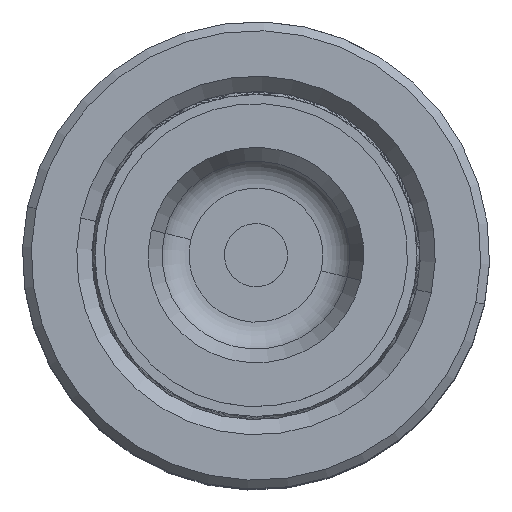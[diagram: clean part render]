
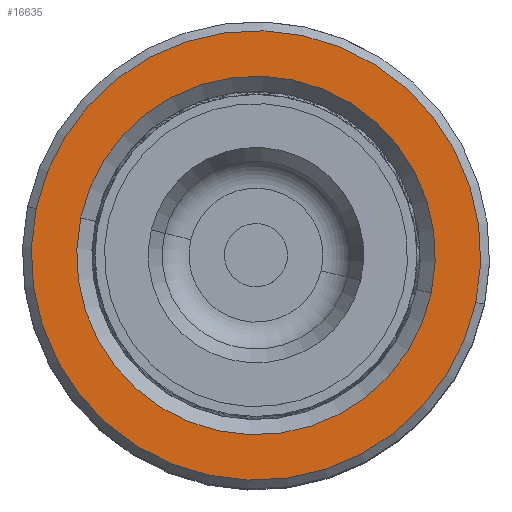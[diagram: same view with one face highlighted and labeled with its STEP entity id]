
A CAD part, top view. The second image highlights one B-rep face of the part: STEP entity #16635.
In plain terms, the highlighted planar face has unit normal (0, 0, 1).
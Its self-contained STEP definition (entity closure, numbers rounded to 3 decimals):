
#376 = ORIENTED_EDGE ( 'NONE', *, *, #33232, .T. ) ;
#664 = CIRCLE ( 'NONE', #16759, 14.2 ) ;
#738 = ORIENTED_EDGE ( 'NONE', *, *, #5683, .T. ) ;
#879 = DIRECTION ( 'NONE',  ( 0., 0., 1. ) ) ;
#902 = DIRECTION ( 'NONE',  ( 1., 0., 0. ) ) ;
#2156 = CARTESIAN_POINT ( 'NONE',  ( 0., 0., 50. ) ) ;
#3784 = EDGE_LOOP ( 'NONE', ( #18426, #738 ) ) ;
#4221 = AXIS2_PLACEMENT_3D ( 'NONE', #25289, #19659, #902 ) ;
#5683 = EDGE_CURVE ( 'NONE', #14611, #18541, #33284, .T. ) ;
#6136 = DIRECTION ( 'NONE',  ( 1., 0., 0. ) ) ;
#7699 = DIRECTION ( 'NONE',  ( 1., 0., 0. ) ) ;
#9084 = AXIS2_PLACEMENT_3D ( 'NONE', #2156, #34792, #27160 ) ;
#10574 = CIRCLE ( 'NONE', #9084, 17.8 ) ;
#10670 = CARTESIAN_POINT ( 'NONE',  ( -17.8, 0., 50. ) ) ;
#11404 = DIRECTION ( 'NONE',  ( 0., 0., -1. ) ) ;
#12661 = CIRCLE ( 'NONE', #26629, 14.2 ) ;
#13098 = CARTESIAN_POINT ( 'NONE',  ( 14.2, 0., 50. ) ) ;
#13998 = DIRECTION ( 'NONE',  ( 1., 0., 0. ) ) ;
#14121 = PLANE ( 'NONE',  #4221 ) ;
#14253 = VERTEX_POINT ( 'NONE', #13098 ) ;
#14611 = VERTEX_POINT ( 'NONE', #28778 ) ;
#15370 = FACE_BOUND ( 'NONE', #27101, .T. ) ;
#16635 = ADVANCED_FACE ( 'NONE', ( #22613, #15370 ), #14121, .T. ) ;
#16759 = AXIS2_PLACEMENT_3D ( 'NONE', #18366, #23730, #7699 ) ;
#17931 = VERTEX_POINT ( 'NONE', #29754 ) ;
#18366 = CARTESIAN_POINT ( 'NONE',  ( 0., 0., 50. ) ) ;
#18426 = ORIENTED_EDGE ( 'NONE', *, *, #32546, .T. ) ;
#18541 = VERTEX_POINT ( 'NONE', #10670 ) ;
#19659 = DIRECTION ( 'NONE',  ( 0., 0., 1. ) ) ;
#22613 = FACE_OUTER_BOUND ( 'NONE', #3784, .T. ) ;
#23730 = DIRECTION ( 'NONE',  ( 0., 0., -1. ) ) ;
#24941 = CARTESIAN_POINT ( 'NONE',  ( 0., 0., 50. ) ) ;
#25289 = CARTESIAN_POINT ( 'NONE',  ( 0., 0., 50. ) ) ;
#26629 = AXIS2_PLACEMENT_3D ( 'NONE', #24941, #11404, #13998 ) ;
#27101 = EDGE_LOOP ( 'NONE', ( #376, #29507 ) ) ;
#27160 = DIRECTION ( 'NONE',  ( 1., 0., 0. ) ) ;
#27914 = CARTESIAN_POINT ( 'NONE',  ( 0., 0., 50. ) ) ;
#28659 = EDGE_CURVE ( 'NONE', #17931, #14253, #664, .T. ) ;
#28776 = AXIS2_PLACEMENT_3D ( 'NONE', #27914, #879, #6136 ) ;
#28778 = CARTESIAN_POINT ( 'NONE',  ( 17.8, 0., 50. ) ) ;
#29507 = ORIENTED_EDGE ( 'NONE', *, *, #28659, .T. ) ;
#29754 = CARTESIAN_POINT ( 'NONE',  ( -14.2, 0., 50. ) ) ;
#32546 = EDGE_CURVE ( 'NONE', #18541, #14611, #10574, .T. ) ;
#33232 = EDGE_CURVE ( 'NONE', #14253, #17931, #12661, .T. ) ;
#33284 = CIRCLE ( 'NONE', #28776, 17.8 ) ;
#34792 = DIRECTION ( 'NONE',  ( 0., 0., 1. ) ) ;
